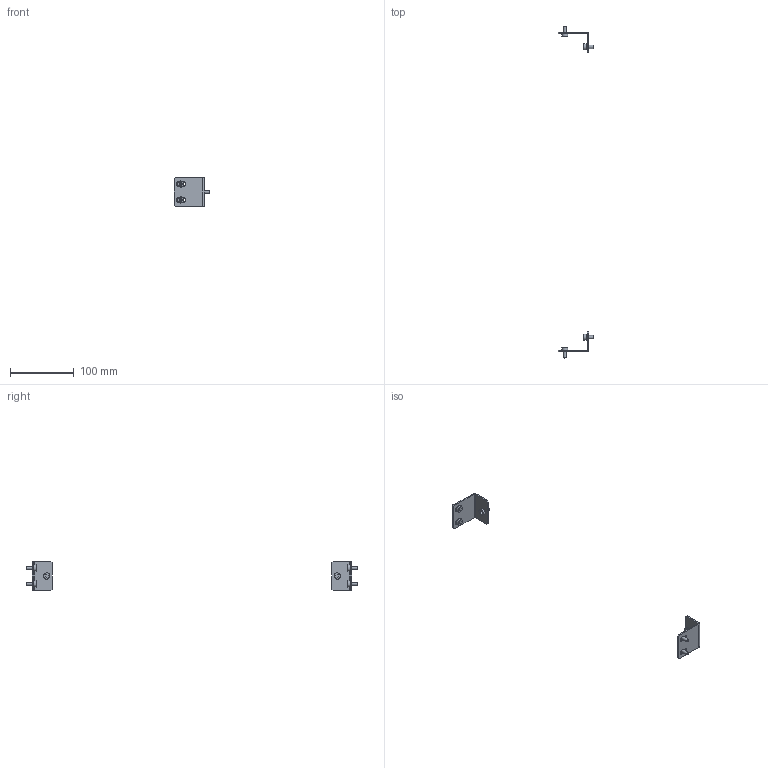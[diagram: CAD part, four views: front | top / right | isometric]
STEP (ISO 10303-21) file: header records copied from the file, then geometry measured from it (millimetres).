
FILE_DESCRIPTION (( 'STEP AP203' ), '1' );
FILE_NAME ('MA1.700.000000.03.00 AleSta-AMPF Êîìïëåêò äëÿ óñèëåíèÿ ìîíòàæíîé ïëàòû EKF AleSta.STEP', '2025-01-10T13:43:43', ( '' ), ( '' ), 'SwSTEP 2.0', 'SolidWorks 2021', '' );
FILE_SCHEMA (( 'CONFIG_CONTROL_DESIGN' ));
Length unit declared in the file: millimetre
Products named in the file (4): Âèíò ðåçüáîâûäàâëèâàþùèé Ì6õ12 DIN 7500E_Œ6å10; Âèíò_ðåçüáîâûäàâëèâàþùèé_Ì5õ12_DIN 7500E_Œ5å12; MA1.700.000000.03.00 AleSta-AMPF Êîìïëåêò äëÿ óñèëåíèÿ ìîíòàæíîé ïëàòû EKF AleSta; MA1.700.000000.03.01 Êðîíøòåéí äëÿ óñèëåíèÿ ÌÏ_‘â®¯®à ­¨¦­¨©
Assembly tree (8 placements, depth 2):
  MA1.700.000000.03.00 AleSta-AMPF Êîìïëåêò äëÿ óñèëåíèÿ ìîíòàæíîé ïëàòû EKF AleSta
    MA1.700.000000.03.01 Êðîíøòåéí äëÿ óñèëåíèÿ ÌÏ_‘â®¯®à ­¨¦­¨©  x2
    Âèíò_ðåçüáîâûäàâëèâàþùèé_Ì5õ12_DIN 7500E_Œ5å12  x4
    Âèíò ðåçüáîâûäàâëèâàþùèé Ì6õ12 DIN 7500E_Œ6å10  x2
Bounding box: 56 x 520 x 45 mm (x, y, z)
Volume: 15494.9 mm3; surface area: 17049.7 mm2
Topology: 8 solids, 8 shells, 132 faces, 298 edges, 194 vertices
Faces by surface type: plane 100, cylinder 26, cone 6
Full cylindrical faces by diameter (mm): 4.5 x4, 5.5 x4, 9.5 x4, 10 x2
Entity records: 2008 total; most frequent: DIRECTION 264, CARTESIAN_POINT 252, ORIENTED_EDGE 224, EDGE_CURVE 112, VECTOR 88, AXIS2_PLACEMENT_3D 88, LINE 88, VERTEX_POINT 76
